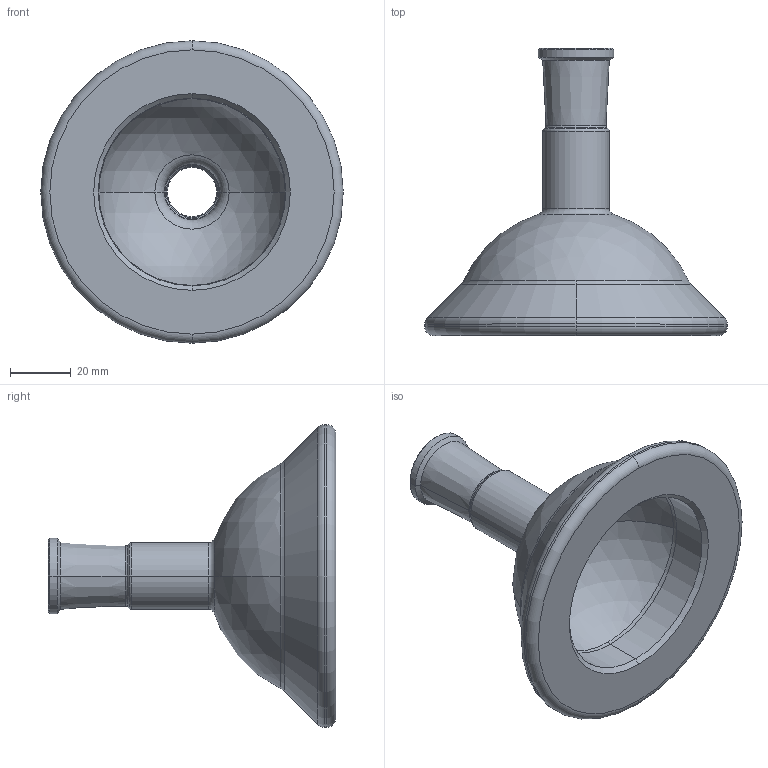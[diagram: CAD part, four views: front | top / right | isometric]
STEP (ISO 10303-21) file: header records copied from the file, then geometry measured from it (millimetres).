
FILE_DESCRIPTION (( 'STEP AP214' ), '1' );
FILE_NAME ('3101x_LF60_NS19.STEP', '2017-01-14T21:45:01', ( '' ), ( '' ), 'SwSTEP 2.0', 'SolidWorks 2014', '' );
FILE_SCHEMA (( 'AUTOMOTIVE_DESIGN' ));
Length unit declared in the file: millimetre
Products named in the file (1): 3101x_LF60_NS19
Bounding box: 100 x 95 x 100 mm (x, y, z)
Volume: 95511.2 mm3; surface area: 31081.6 mm2
Topology: 1 solids, 1 shells, 56 faces, 116 edges, 62 vertices
Faces by surface type: torus 24, cone 16, cylinder 10, sphere 4, plane 2
Entity records: 1520 total; most frequent: DIRECTION 320, CARTESIAN_POINT 235, ORIENTED_EDGE 232, AXIS2_PLACEMENT_3D 147, EDGE_CURVE 116, CIRCLE 90, VERTEX_POINT 62, EDGE_LOOP 58
